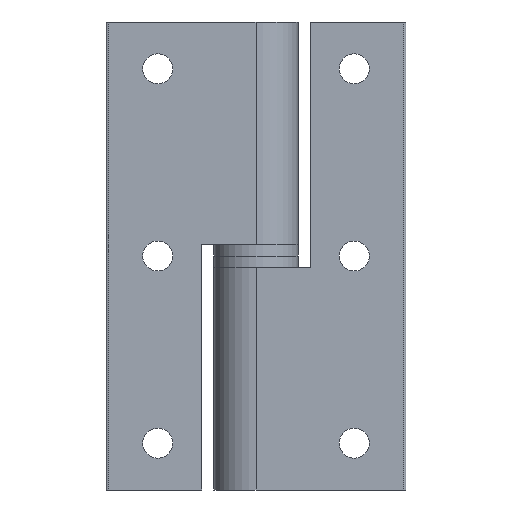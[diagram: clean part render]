
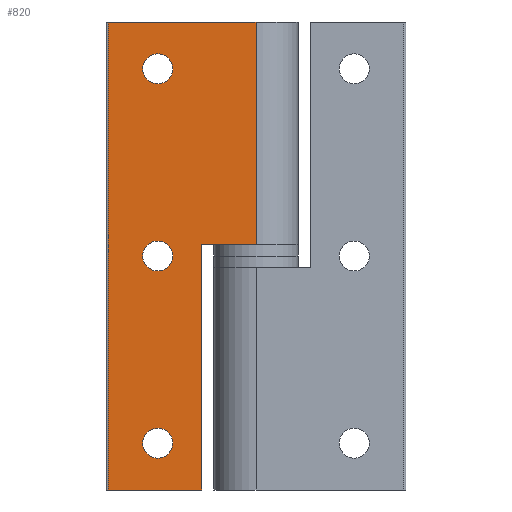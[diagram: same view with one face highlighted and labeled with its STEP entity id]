
A CAD part, front view. The second image highlights one B-rep face of the part: STEP entity #820.
In plain terms, the highlighted planar face has unit normal (0, -1, 0).
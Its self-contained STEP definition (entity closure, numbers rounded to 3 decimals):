
#37 = CARTESIAN_POINT ( 'NONE',  ( -15.8, -4.5, 25. ) ) ;
#89 = CARTESIAN_POINT ( 'NONE',  ( 0., -4.5, 1.2 ) ) ;
#463 = VERTEX_POINT ( 'NONE', #1087 ) ;
#474 = VERTEX_POINT ( 'NONE', #1076 ) ;
#475 = VERTEX_POINT ( 'NONE', #1075 ) ;
#486 = VERTEX_POINT ( 'NONE', #1064 ) ;
#493 = VERTEX_POINT ( 'NONE', #1057 ) ;
#820 = ADVANCED_FACE ( 'NONE', ( #1688, #1687, #1686, #1685 ), #4642, .F. ) ;
#1057 = CARTESIAN_POINT ( 'NONE',  ( -15.8, -4.5, -25. ) ) ;
#1064 = CARTESIAN_POINT ( 'NONE',  ( -10.5, -4.5, -21.6 ) ) ;
#1075 = CARTESIAN_POINT ( 'NONE',  ( 0., -4.5, 25. ) ) ;
#1076 = CARTESIAN_POINT ( 'NONE',  ( -10.5, -4.5, -18.4 ) ) ;
#1087 = CARTESIAN_POINT ( 'NONE',  ( -5.8, -4.5, -25. ) ) ;
#1288 = DIRECTION ( 'NONE',  ( 0., 0., 1. ) ) ;
#1289 = DIRECTION ( 'NONE',  ( 0., 1., 0. ) ) ;
#1290 = CARTESIAN_POINT ( 'NONE',  ( -10.5, -4.5, -20. ) ) ;
#1513 = DIRECTION ( 'NONE',  ( 1., 0., 0. ) ) ;
#1516 = CARTESIAN_POINT ( 'NONE',  ( 0., -4.5, -25. ) ) ;
#1544 = DIRECTION ( 'NONE',  ( 0., 0., -1. ) ) ;
#1545 = CARTESIAN_POINT ( 'NONE',  ( -15.8, -4.5, 25. ) ) ;
#1547 = DIRECTION ( 'NONE',  ( 0., 0., 1. ) ) ;
#1548 = DIRECTION ( 'NONE',  ( 0., 1., 0. ) ) ;
#1549 = CARTESIAN_POINT ( 'NONE',  ( -10.5, -4.5, -20. ) ) ;
#1552 = DIRECTION ( 'NONE',  ( 0., 0., 1. ) ) ;
#1553 = DIRECTION ( 'NONE',  ( 0., 1., 0. ) ) ;
#1554 = CARTESIAN_POINT ( 'NONE',  ( -10.5, -4.5, 0. ) ) ;
#1555 = DIRECTION ( 'NONE',  ( 0., 0., 1. ) ) ;
#1556 = DIRECTION ( 'NONE',  ( 0., 1., 0. ) ) ;
#1557 = CARTESIAN_POINT ( 'NONE',  ( -10.5, -4.5, 20. ) ) ;
#1559 = DIRECTION ( 'NONE',  ( 1., 0., 0. ) ) ;
#1560 = CARTESIAN_POINT ( 'NONE',  ( 0., -4.5, 1.2 ) ) ;
#1561 = DIRECTION ( 'NONE',  ( 0., 0., 1. ) ) ;
#1562 = CARTESIAN_POINT ( 'NONE',  ( -5.8, -4.5, 25. ) ) ;
#1564 = DIRECTION ( 'NONE',  ( 0., 0., -1. ) ) ;
#1566 = CARTESIAN_POINT ( 'NONE',  ( 0., -4.5, 25. ) ) ;
#1685 = FACE_OUTER_BOUND ( 'NONE', #1782, .T. ) ;
#1686 = FACE_BOUND ( 'NONE', #1781, .T. ) ;
#1687 = FACE_BOUND ( 'NONE', #1780, .T. ) ;
#1688 = FACE_BOUND ( 'NONE', #1773, .T. ) ;
#1773 = EDGE_LOOP ( 'NONE', ( #2955, #2904 ) ) ;
#1780 = EDGE_LOOP ( 'NONE', ( #2936, #2849 ) ) ;
#1781 = EDGE_LOOP ( 'NONE', ( #2898, #2967 ) ) ;
#1782 = EDGE_LOOP ( 'NONE', ( #2842, #2910, #2928, #2788, #2892, #2879 ) ) ;
#1922 = DIRECTION ( 'NONE',  ( 1., 0., 0. ) ) ;
#1924 = CARTESIAN_POINT ( 'NONE',  ( 0., -4.5, 25. ) ) ;
#2332 = LINE ( 'NONE', #1924, #3697 ) ;
#2366 = LINE ( 'NONE', #1566, #3418 ) ;
#2367 = LINE ( 'NONE', #1562, #3415 ) ;
#2368 = LINE ( 'NONE', #1560, #3412 ) ;
#2369 = LINE ( 'NONE', #1545, #3405 ) ;
#2377 = LINE ( 'NONE', #1516, #3362 ) ;
#2788 = ORIENTED_EDGE ( 'NONE', *, *, #3101, .F. ) ;
#2842 = ORIENTED_EDGE ( 'NONE', *, *, #3160, .T. ) ;
#2849 = ORIENTED_EDGE ( 'NONE', *, *, #4978, .T. ) ;
#2879 = ORIENTED_EDGE ( 'NONE', *, *, #3174, .T. ) ;
#2892 = ORIENTED_EDGE ( 'NONE', *, *, #3165, .T. ) ;
#2898 = ORIENTED_EDGE ( 'NONE', *, *, #3162, .T. ) ;
#2904 = ORIENTED_EDGE ( 'NONE', *, *, #4930, .T. ) ;
#2910 = ORIENTED_EDGE ( 'NONE', *, *, #3161, .T. ) ;
#2928 = ORIENTED_EDGE ( 'NONE', *, *, #3159, .F. ) ;
#2936 = ORIENTED_EDGE ( 'NONE', *, *, #3163, .T. ) ;
#2955 = ORIENTED_EDGE ( 'NONE', *, *, #3164, .T. ) ;
#2967 = ORIENTED_EDGE ( 'NONE', *, *, #3022, .T. ) ;
#3022 = EDGE_CURVE ( 'NONE', #5036, #5039, #3908, .T. ) ;
#3101 = EDGE_CURVE ( 'NONE', #5063, #475, #2332, .T. ) ;
#3159 = EDGE_CURVE ( 'NONE', #475, #5099, #2366, .T. ) ;
#3160 = EDGE_CURVE ( 'NONE', #463, #5017, #2367, .T. ) ;
#3161 = EDGE_CURVE ( 'NONE', #5017, #5099, #2368, .T. ) ;
#3162 = EDGE_CURVE ( 'NONE', #5039, #5036, #3417, .T. ) ;
#3163 = EDGE_CURVE ( 'NONE', #5007, #5008, #3425, .T. ) ;
#3164 = EDGE_CURVE ( 'NONE', #474, #486, #3408, .T. ) ;
#3165 = EDGE_CURVE ( 'NONE', #5063, #493, #2369, .T. ) ;
#3174 = EDGE_CURVE ( 'NONE', #493, #463, #2377, .T. ) ;
#3245 = AXIS2_PLACEMENT_3D ( 'NONE', #4641, #4640, #4638 ) ;
#3280 = AXIS2_PLACEMENT_3D ( 'NONE', #1290, #1289, #1288 ) ;
#3321 = CIRCLE ( 'NONE', #3280, 1.6 ) ;
#3362 = VECTOR ( 'NONE', #1513, 1000. ) ;
#3405 = VECTOR ( 'NONE', #1544, 1000. ) ;
#3407 = AXIS2_PLACEMENT_3D ( 'NONE', #1549, #1548, #1547 ) ;
#3408 = CIRCLE ( 'NONE', #3407, 1.6 ) ;
#3410 = AXIS2_PLACEMENT_3D ( 'NONE', #1554, #1553, #1552 ) ;
#3411 = AXIS2_PLACEMENT_3D ( 'NONE', #1557, #1556, #1555 ) ;
#3412 = VECTOR ( 'NONE', #1559, 1000. ) ;
#3415 = VECTOR ( 'NONE', #1561, 1000. ) ;
#3417 = CIRCLE ( 'NONE', #3411, 1.6 ) ;
#3418 = VECTOR ( 'NONE', #1564, 1000. ) ;
#3425 = CIRCLE ( 'NONE', #3410, 1.6 ) ;
#3697 = VECTOR ( 'NONE', #1922, 1000. ) ;
#3744 = AXIS2_PLACEMENT_3D ( 'NONE', #4842, #4802, #4850 ) ;
#3895 = AXIS2_PLACEMENT_3D ( 'NONE', #4099, #4098, #4096 ) ;
#3908 = CIRCLE ( 'NONE', #3895, 1.6 ) ;
#3922 = CIRCLE ( 'NONE', #3744, 1.6 ) ;
#4096 = DIRECTION ( 'NONE',  ( 0., 0., 1. ) ) ;
#4098 = DIRECTION ( 'NONE',  ( 0., 1., 0. ) ) ;
#4099 = CARTESIAN_POINT ( 'NONE',  ( -10.5, -4.5, 20. ) ) ;
#4638 = DIRECTION ( 'NONE',  ( -1., 0., 0. ) ) ;
#4640 = DIRECTION ( 'NONE',  ( 0., 1., 0. ) ) ;
#4641 = CARTESIAN_POINT ( 'NONE',  ( 0., -4.5, 25. ) ) ;
#4642 = PLANE ( 'NONE',  #3245 ) ;
#4795 = CARTESIAN_POINT ( 'NONE',  ( -10.5, -4.5, 21.6 ) ) ;
#4800 = CARTESIAN_POINT ( 'NONE',  ( -10.5, -4.5, 18.4 ) ) ;
#4802 = DIRECTION ( 'NONE',  ( 0., 1., 0. ) ) ;
#4827 = CARTESIAN_POINT ( 'NONE',  ( -5.8, -4.5, 1.2 ) ) ;
#4841 = CARTESIAN_POINT ( 'NONE',  ( -10.5, -4.5, -1.6 ) ) ;
#4842 = CARTESIAN_POINT ( 'NONE',  ( -10.5, -4.5, 0. ) ) ;
#4843 = CARTESIAN_POINT ( 'NONE',  ( -10.5, -4.5, 1.6 ) ) ;
#4850 = DIRECTION ( 'NONE',  ( 0., 0., 1. ) ) ;
#4930 = EDGE_CURVE ( 'NONE', #486, #474, #3321, .T. ) ;
#4978 = EDGE_CURVE ( 'NONE', #5008, #5007, #3922, .T. ) ;
#5007 = VERTEX_POINT ( 'NONE', #4843 ) ;
#5008 = VERTEX_POINT ( 'NONE', #4841 ) ;
#5017 = VERTEX_POINT ( 'NONE', #4827 ) ;
#5036 = VERTEX_POINT ( 'NONE', #4800 ) ;
#5039 = VERTEX_POINT ( 'NONE', #4795 ) ;
#5063 = VERTEX_POINT ( 'NONE', #37 ) ;
#5099 = VERTEX_POINT ( 'NONE', #89 ) ;
